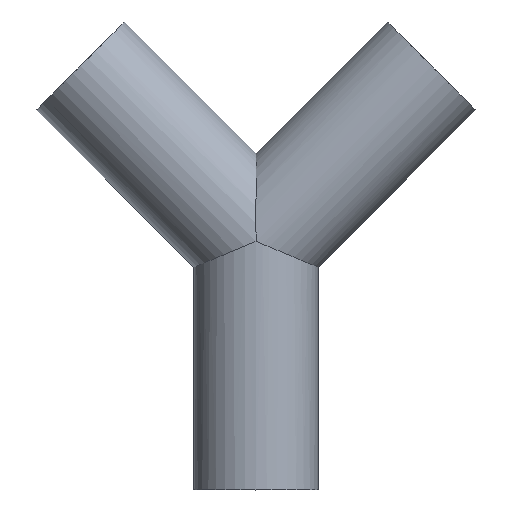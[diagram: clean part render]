
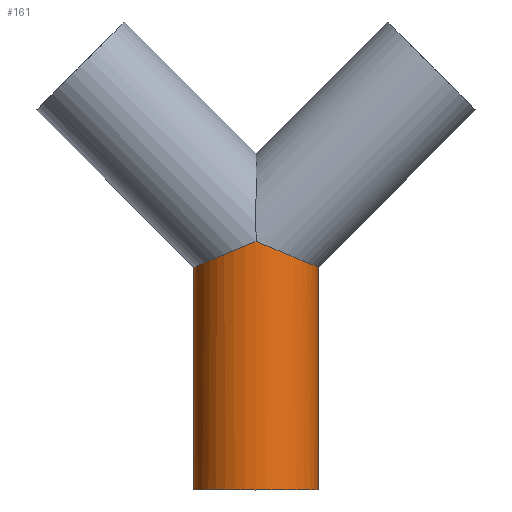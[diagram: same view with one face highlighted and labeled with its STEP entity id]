
A CAD part, top view. The second image highlights one B-rep face of the part: STEP entity #161.
In plain terms, the highlighted cylindrical face has radius 19.05 mm (diameter 38.1 mm), a full revolution.
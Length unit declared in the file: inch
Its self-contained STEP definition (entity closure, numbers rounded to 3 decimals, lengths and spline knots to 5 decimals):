
#26=FACE_OUTER_BOUND('',#36,.T.);
#36=EDGE_LOOP('',(#134,#135,#136,#137,#138,#139));
#48=ELLIPSE('',#198,0.81179,0.75);
#50=ELLIPSE('',#203,0.81179,0.75);
#51=ELLIPSE('',#205,0.81179,0.75);
#56=LINE('',#305,#62);
#62=VECTOR('',#254,0.75);
#68=CIRCLE('',#204,0.75);
#78=VERTEX_POINT('',#293);
#79=VERTEX_POINT('',#294);
#81=VERTEX_POINT('',#302);
#82=VERTEX_POINT('',#304);
#96=EDGE_CURVE('',#78,#79,#48,.T.);
#100=EDGE_CURVE('',#79,#81,#50,.T.);
#101=EDGE_CURVE('',#81,#82,#56,.T.);
#102=EDGE_CURVE('',#82,#82,#68,.T.);
#103=EDGE_CURVE('',#81,#78,#51,.T.);
#134=ORIENTED_EDGE('',*,*,#96,.T.);
#135=ORIENTED_EDGE('',*,*,#100,.T.);
#136=ORIENTED_EDGE('',*,*,#101,.T.);
#137=ORIENTED_EDGE('',*,*,#102,.F.);
#138=ORIENTED_EDGE('',*,*,#101,.F.);
#139=ORIENTED_EDGE('',*,*,#103,.T.);
#154=CYLINDRICAL_SURFACE('',#202,0.75);
#161=ADVANCED_FACE('',(#26),#154,.T.);
#198=AXIS2_PLACEMENT_3D('',#295,#241,#242);
#202=AXIS2_PLACEMENT_3D('',#301,#250,#251);
#203=AXIS2_PLACEMENT_3D('',#303,#252,#253);
#204=AXIS2_PLACEMENT_3D('',#306,#255,#256);
#205=AXIS2_PLACEMENT_3D('',#307,#257,#258);
#241=DIRECTION('center_axis',(-0.383,-0.924,0.));
#242=DIRECTION('ref_axis',(0.924,-0.383,0.));
#250=DIRECTION('center_axis',(0.,1.,0.));
#251=DIRECTION('ref_axis',(1.,0.,0.));
#252=DIRECTION('center_axis',(0.383,-0.924,0.));
#253=DIRECTION('ref_axis',(0.924,0.383,0.));
#254=DIRECTION('',(0.,-1.,0.));
#255=DIRECTION('center_axis',(0.,-1.,0.));
#256=DIRECTION('ref_axis',(1.,0.,0.));
#257=DIRECTION('center_axis',(0.383,-0.924,0.));
#258=DIRECTION('ref_axis',(0.924,0.383,0.));
#293=CARTESIAN_POINT('',(0.,0.,-0.75));
#294=CARTESIAN_POINT('',(0.,0.,0.75));
#295=CARTESIAN_POINT('Origin',(0.,0.,
0.));
#301=CARTESIAN_POINT('Origin',(0.,-3.,0.));
#302=CARTESIAN_POINT('',(-0.75,-0.31066,0.));
#303=CARTESIAN_POINT('Origin',(0.,0.,
0.));
#304=CARTESIAN_POINT('',(-0.75,-3.,0.));
#305=CARTESIAN_POINT('',(-0.75,-3.,0.));
#306=CARTESIAN_POINT('Origin',(0.,-3.,0.));
#307=CARTESIAN_POINT('Origin',(0.,0.,
0.));
